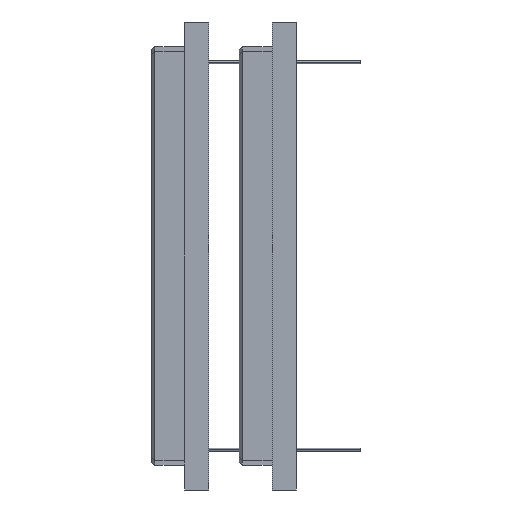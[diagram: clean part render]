
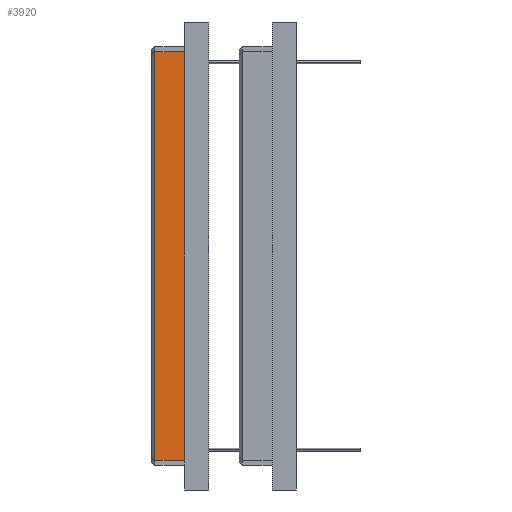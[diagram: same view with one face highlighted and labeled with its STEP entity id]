
A CAD part, left-side view. The second image highlights one B-rep face of the part: STEP entity #3920.
In plain terms, the highlighted planar face has unit normal (-1, 0, 0).
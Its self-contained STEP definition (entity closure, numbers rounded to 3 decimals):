
#511 = CARTESIAN_POINT ( 'NONE',  ( -4.25, 38.55, -41.5 ) ) ;
#954 = VERTEX_POINT ( 'NONE', #5559 ) ;
#1154 = ORIENTED_EDGE ( 'NONE', *, *, #6445, .T. ) ;
#1375 = DIRECTION ( 'NONE',  ( 0., -1., 0. ) ) ;
#1884 = EDGE_CURVE ( 'NONE', #2117, #7586, #4786, .T. ) ;
#1998 = ORIENTED_EDGE ( 'NONE', *, *, #1884, .T. ) ;
#2117 = VERTEX_POINT ( 'NONE', #3624 ) ;
#2665 = CARTESIAN_POINT ( 'NONE',  ( -4.25, 38.551, -41.501 ) ) ;
#2939 = EDGE_LOOP ( 'NONE', ( #7546, #6615, #1998, #1154 ) ) ;
#3527 = LINE ( 'NONE', #7598, #5865 ) ;
#3624 = CARTESIAN_POINT ( 'NONE',  ( -4.25, 38.55, 41.5 ) ) ;
#3920 = ADVANCED_FACE ( 'NONE', ( #7527 ), #8263, .T. ) ;
#3966 = DIRECTION ( 'NONE',  ( 0., 0., -1. ) ) ;
#4336 = DIRECTION ( 'NONE',  ( 0., 1., 0. ) ) ;
#4418 = VERTEX_POINT ( 'NONE', #4978 ) ;
#4579 = CARTESIAN_POINT ( 'NONE',  ( -4.25, 38.55, 0. ) ) ;
#4786 = LINE ( 'NONE', #4579, #6520 ) ;
#4944 = EDGE_CURVE ( 'NONE', #954, #2117, #3527, .T. ) ;
#4978 = CARTESIAN_POINT ( 'NONE',  ( -4.25, 32.5, -41.5 ) ) ;
#5347 = DIRECTION ( 'NONE',  ( 0., -1., 0. ) ) ;
#5559 = CARTESIAN_POINT ( 'NONE',  ( -4.25, 32.5, 41.5 ) ) ;
#5661 = CARTESIAN_POINT ( 'NONE',  ( -4.25, 32.5, 0. ) ) ;
#5865 = VECTOR ( 'NONE', #4336, 1000. ) ;
#5878 = DIRECTION ( 'NONE',  ( -1., 0., 0. ) ) ;
#5897 = EDGE_CURVE ( 'NONE', #954, #4418, #7165, .T. ) ;
#5900 = LINE ( 'NONE', #6032, #7240 ) ;
#6032 = CARTESIAN_POINT ( 'NONE',  ( -4.25, 35.525, -41.5 ) ) ;
#6445 = EDGE_CURVE ( 'NONE', #7586, #4418, #5900, .T. ) ;
#6520 = VECTOR ( 'NONE', #3966, 1000. ) ;
#6615 = ORIENTED_EDGE ( 'NONE', *, *, #4944, .T. ) ;
#7005 = DIRECTION ( 'NONE',  ( 0., 0., -1. ) ) ;
#7165 = LINE ( 'NONE', #5661, #7271 ) ;
#7240 = VECTOR ( 'NONE', #5347, 1000. ) ;
#7271 = VECTOR ( 'NONE', #7005, 1000. ) ;
#7527 = FACE_OUTER_BOUND ( 'NONE', #2939, .T. ) ;
#7546 = ORIENTED_EDGE ( 'NONE', *, *, #5897, .F. ) ;
#7586 = VERTEX_POINT ( 'NONE', #511 ) ;
#7598 = CARTESIAN_POINT ( 'NONE',  ( -4.25, 35.526, 41.5 ) ) ;
#7758 = AXIS2_PLACEMENT_3D ( 'NONE', #2665, #5878, #1375 ) ;
#8263 = PLANE ( 'NONE',  #7758 ) ;
